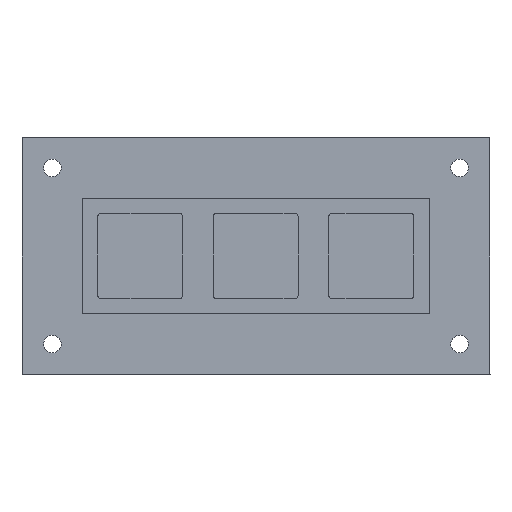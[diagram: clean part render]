
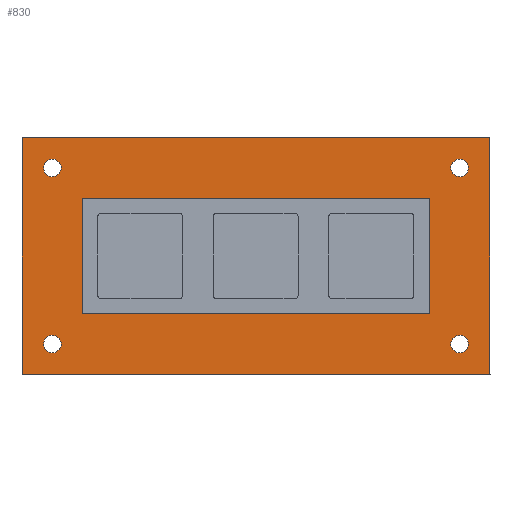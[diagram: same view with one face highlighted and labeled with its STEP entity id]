
A CAD part, front view. The second image highlights one B-rep face of the part: STEP entity #830.
In plain terms, the highlighted planar face has unit normal (0, -1, 0).
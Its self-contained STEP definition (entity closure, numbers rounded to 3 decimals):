
#33=FACE_BOUND('',#126,.T.);
#34=FACE_BOUND('',#127,.T.);
#35=FACE_BOUND('',#128,.T.);
#36=FACE_BOUND('',#129,.T.);
#37=FACE_BOUND('',#130,.T.);
#48=CIRCLE('',#891,1.45);
#49=CIRCLE('',#892,1.45);
#50=CIRCLE('',#893,1.45);
#51=CIRCLE('',#894,1.45);
#80=FACE_OUTER_BOUND('',#125,.T.);
#125=EDGE_LOOP('',(#561,#562,#563,#564));
#126=EDGE_LOOP('',(#565));
#127=EDGE_LOOP('',(#566));
#128=EDGE_LOOP('',(#567,#568,#569,#570));
#129=EDGE_LOOP('',(#571));
#130=EDGE_LOOP('',(#572));
#185=LINE('',#1215,#273);
#186=LINE('',#1217,#274);
#187=LINE('',#1219,#275);
#188=LINE('',#1220,#276);
#189=LINE('',#1227,#277);
#190=LINE('',#1229,#278);
#191=LINE('',#1231,#279);
#192=LINE('',#1232,#280);
#273=VECTOR('',#971,10.);
#274=VECTOR('',#972,10.);
#275=VECTOR('',#973,10.);
#276=VECTOR('',#974,10.);
#277=VECTOR('',#979,10.);
#278=VECTOR('',#980,10.);
#279=VECTOR('',#981,10.);
#280=VECTOR('',#982,10.);
#361=VERTEX_POINT('',#1213);
#362=VERTEX_POINT('',#1214);
#363=VERTEX_POINT('',#1216);
#364=VERTEX_POINT('',#1218);
#365=VERTEX_POINT('',#1221);
#366=VERTEX_POINT('',#1223);
#367=VERTEX_POINT('',#1225);
#368=VERTEX_POINT('',#1226);
#369=VERTEX_POINT('',#1228);
#370=VERTEX_POINT('',#1230);
#371=VERTEX_POINT('',#1233);
#372=VERTEX_POINT('',#1235);
#441=EDGE_CURVE('',#361,#362,#185,.T.);
#442=EDGE_CURVE('',#362,#363,#186,.T.);
#443=EDGE_CURVE('',#363,#364,#187,.T.);
#444=EDGE_CURVE('',#364,#361,#188,.T.);
#445=EDGE_CURVE('',#365,#365,#48,.T.);
#446=EDGE_CURVE('',#366,#366,#49,.T.);
#447=EDGE_CURVE('',#367,#368,#189,.T.);
#448=EDGE_CURVE('',#368,#369,#190,.T.);
#449=EDGE_CURVE('',#369,#370,#191,.T.);
#450=EDGE_CURVE('',#370,#367,#192,.T.);
#451=EDGE_CURVE('',#371,#371,#50,.T.);
#452=EDGE_CURVE('',#372,#372,#51,.T.);
#561=ORIENTED_EDGE('',*,*,#441,.T.);
#562=ORIENTED_EDGE('',*,*,#442,.T.);
#563=ORIENTED_EDGE('',*,*,#443,.T.);
#564=ORIENTED_EDGE('',*,*,#444,.T.);
#565=ORIENTED_EDGE('',*,*,#445,.T.);
#566=ORIENTED_EDGE('',*,*,#446,.T.);
#567=ORIENTED_EDGE('',*,*,#447,.T.);
#568=ORIENTED_EDGE('',*,*,#448,.T.);
#569=ORIENTED_EDGE('',*,*,#449,.T.);
#570=ORIENTED_EDGE('',*,*,#450,.T.);
#571=ORIENTED_EDGE('',*,*,#451,.T.);
#572=ORIENTED_EDGE('',*,*,#452,.T.);
#801=PLANE('',#890);
#830=ADVANCED_FACE('',(#80,#33,#34,#35,#36,#37),#801,.F.);
#890=AXIS2_PLACEMENT_3D('',#1212,#969,#970);
#891=AXIS2_PLACEMENT_3D('',#1222,#975,#976);
#892=AXIS2_PLACEMENT_3D('',#1224,#977,#978);
#893=AXIS2_PLACEMENT_3D('',#1234,#983,#984);
#894=AXIS2_PLACEMENT_3D('',#1236,#985,#986);
#969=DIRECTION('center_axis',(0.,1.,0.));
#970=DIRECTION('ref_axis',(1.,0.,0.));
#971=DIRECTION('',(0.,0.,-1.));
#972=DIRECTION('',(1.,0.,0.));
#973=DIRECTION('',(0.,0.,1.));
#974=DIRECTION('',(-1.,0.,0.));
#975=DIRECTION('center_axis',(0.,1.,0.));
#976=DIRECTION('ref_axis',(1.,0.,0.));
#977=DIRECTION('center_axis',(0.,1.,0.));
#978=DIRECTION('ref_axis',(1.,0.,0.));
#979=DIRECTION('',(1.,0.,0.));
#980=DIRECTION('',(0.,0.,-1.));
#981=DIRECTION('',(-1.,0.,0.));
#982=DIRECTION('',(0.,0.,1.));
#983=DIRECTION('center_axis',(0.,1.,0.));
#984=DIRECTION('ref_axis',(1.,0.,0.));
#985=DIRECTION('center_axis',(0.,1.,0.));
#986=DIRECTION('ref_axis',(1.,0.,0.));
#1212=CARTESIAN_POINT('Origin',(28.625,-8.075,9.529));
#1213=CARTESIAN_POINT('',(-9.94,-8.075,29.054));
#1214=CARTESIAN_POINT('',(-9.94,-8.075,-9.996));
#1215=CARTESIAN_POINT('',(-9.94,-8.075,-0.234));
#1216=CARTESIAN_POINT('',(67.19,-8.075,-9.996));
#1217=CARTESIAN_POINT('',(47.908,-8.075,-9.996));
#1218=CARTESIAN_POINT('',(67.19,-8.075,29.054));
#1219=CARTESIAN_POINT('',(67.19,-8.075,19.291));
#1220=CARTESIAN_POINT('',(9.343,-8.075,29.054));
#1221=CARTESIAN_POINT('',(-6.39,-8.075,-4.996));
#1222=CARTESIAN_POINT('Origin',(-4.94,-8.075,-4.996));
#1223=CARTESIAN_POINT('',(60.74,-8.075,24.054));
#1224=CARTESIAN_POINT('Origin',(62.19,-8.075,24.054));
#1225=CARTESIAN_POINT('',(0.06,-8.075,19.054));
#1226=CARTESIAN_POINT('',(57.19,-8.075,19.054));
#1227=CARTESIAN_POINT('',(42.908,-8.075,19.054));
#1228=CARTESIAN_POINT('',(57.19,-8.075,0.004));
#1229=CARTESIAN_POINT('',(57.19,-8.075,4.766));
#1230=CARTESIAN_POINT('',(0.06,-8.075,0.004));
#1231=CARTESIAN_POINT('',(14.343,-8.075,0.004));
#1232=CARTESIAN_POINT('',(0.06,-8.075,14.291));
#1233=CARTESIAN_POINT('',(-6.39,-8.075,24.054));
#1234=CARTESIAN_POINT('Origin',(-4.94,-8.075,24.054));
#1235=CARTESIAN_POINT('',(60.74,-8.075,-4.996));
#1236=CARTESIAN_POINT('Origin',(62.19,-8.075,-4.996));
